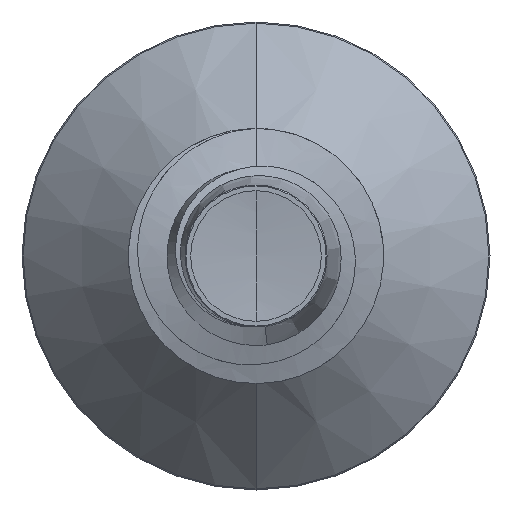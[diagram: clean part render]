
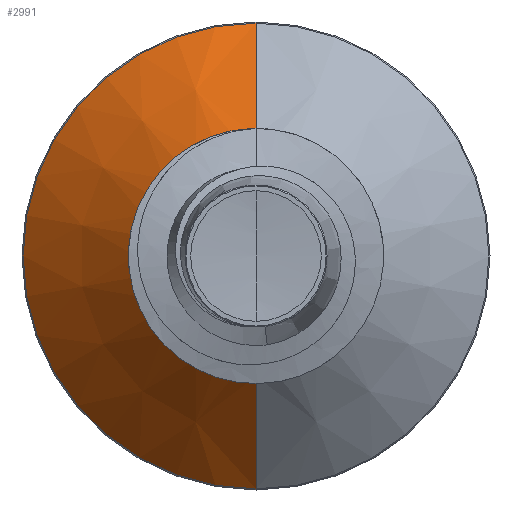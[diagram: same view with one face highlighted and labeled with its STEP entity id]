
A CAD part, front view. The second image highlights one B-rep face of the part: STEP entity #2991.
In plain terms, the highlighted conical face has half-angle 45 degrees and reference radius 1.414 mm.
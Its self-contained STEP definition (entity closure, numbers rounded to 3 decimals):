
#6 = CARTESIAN_POINT ( 'NONE',  ( 0., 2.114, 1.414 ) ) ;
#255 = AXIS2_PLACEMENT_3D ( 'NONE', #420, #416, #400 ) ;
#278 = DIRECTION ( 'NONE',  ( 0., 0.707, 0.707 ) ) ;
#289 = AXIS2_PLACEMENT_3D ( 'NONE', #536, #521, #504 ) ;
#400 = DIRECTION ( 'NONE',  ( 0., 0., 1. ) ) ;
#416 = DIRECTION ( 'NONE',  ( 0., 1., 0. ) ) ;
#420 = CARTESIAN_POINT ( 'NONE',  ( 0., 3.437, 0. ) ) ;
#504 = DIRECTION ( 'NONE',  ( 0., 0., 1. ) ) ;
#521 = DIRECTION ( 'NONE',  ( 0., 1., 0. ) ) ;
#536 = CARTESIAN_POINT ( 'NONE',  ( 0., 2.114, 0. ) ) ;
#1144 = CARTESIAN_POINT ( 'NONE',  ( 0., 2.114, 0. ) ) ;
#1191 = DIRECTION ( 'NONE',  ( 0., 1., 0. ) ) ;
#1214 = DIRECTION ( 'NONE',  ( 0., 0., 1. ) ) ;
#2427 = VERTEX_POINT ( 'NONE', #4240 ) ;
#2620 = CIRCLE ( 'NONE', #289, 1.414 ) ;
#2991 = ADVANCED_FACE ( 'NONE', ( #8257 ), #9639, .T. ) ;
#3532 = VECTOR ( 'NONE', #278, 1000. ) ;
#4240 = CARTESIAN_POINT ( 'NONE',  ( 0., 2.114, 1.414 ) ) ;
#4883 = CARTESIAN_POINT ( 'NONE',  ( 0., 2.114, -1.414 ) ) ;
#4988 = LINE ( 'NONE', #5176, #8633 ) ;
#5063 = DIRECTION ( 'NONE',  ( 0., 0.707, -0.707 ) ) ;
#5176 = CARTESIAN_POINT ( 'NONE',  ( 0., 2.114, -1.414 ) ) ;
#5684 = AXIS2_PLACEMENT_3D ( 'NONE', #1144, #1191, #1214 ) ;
#5956 = ORIENTED_EDGE ( 'NONE', *, *, #8371, .F. ) ;
#5971 = ORIENTED_EDGE ( 'NONE', *, *, #8162, .T. ) ;
#5986 = ORIENTED_EDGE ( 'NONE', *, *, #8182, .F. ) ;
#6251 = VERTEX_POINT ( 'NONE', #8648 ) ;
#7181 = CARTESIAN_POINT ( 'NONE',  ( 0., 3.437, 2.737 ) ) ;
#7548 = ORIENTED_EDGE ( 'NONE', *, *, #8244, .T. ) ;
#7769 = LINE ( 'NONE', #6, #3532 ) ;
#8043 = EDGE_LOOP ( 'NONE', ( #5956, #5971, #7548, #5986 ) ) ;
#8162 = EDGE_CURVE ( 'NONE', #9200, #2427, #2620, .T. ) ;
#8182 = EDGE_CURVE ( 'NONE', #6251, #9758, #8338, .T. ) ;
#8244 = EDGE_CURVE ( 'NONE', #2427, #9758, #7769, .T. ) ;
#8257 = FACE_OUTER_BOUND ( 'NONE', #8043, .T. ) ;
#8338 = CIRCLE ( 'NONE', #255, 2.737 ) ;
#8371 = EDGE_CURVE ( 'NONE', #9200, #6251, #4988, .T. ) ;
#8633 = VECTOR ( 'NONE', #5063, 1000. ) ;
#8648 = CARTESIAN_POINT ( 'NONE',  ( 0., 3.437, -2.737 ) ) ;
#9200 = VERTEX_POINT ( 'NONE', #4883 ) ;
#9639 = CONICAL_SURFACE ( 'NONE', #5684, 1.414, 0.785 ) ;
#9758 = VERTEX_POINT ( 'NONE', #7181 ) ;
